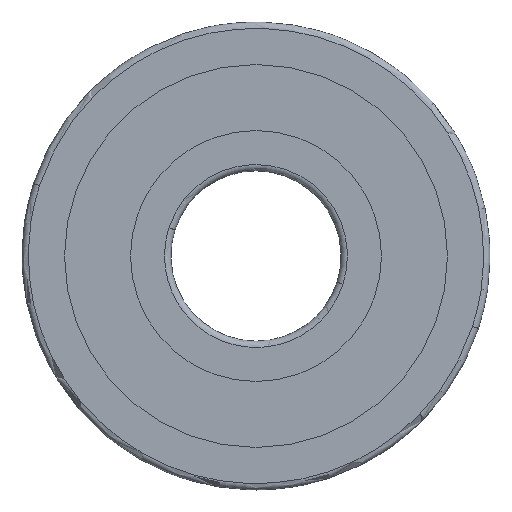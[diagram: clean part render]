
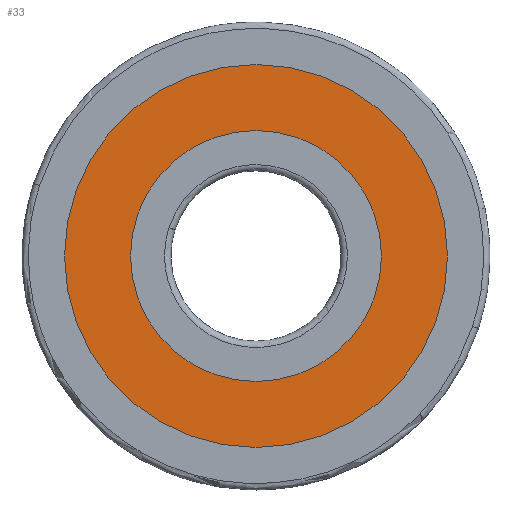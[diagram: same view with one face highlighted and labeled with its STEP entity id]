
A CAD part, left-side view. The second image highlights one B-rep face of the part: STEP entity #33.
In plain terms, the highlighted planar face has unit normal (-1, 0, 0).
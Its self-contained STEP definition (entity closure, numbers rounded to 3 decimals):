
#3 = CIRCLE ( 'NONE', #226, 5.9 ) ;
#33 = ADVANCED_FACE ( 'NONE', ( #715, #35 ), #790, .F. ) ;
#35 = FACE_BOUND ( 'NONE', #293, .T. ) ;
#41 = CARTESIAN_POINT ( 'NONE',  ( -3.35, 0., 9. ) ) ;
#95 = CARTESIAN_POINT ( 'NONE',  ( -3.35, 0., 0. ) ) ;
#112 = ORIENTED_EDGE ( 'NONE', *, *, #819, .F. ) ;
#117 = ORIENTED_EDGE ( 'NONE', *, *, #589, .T. ) ;
#133 = CARTESIAN_POINT ( 'NONE',  ( -3.35, 0., 0. ) ) ;
#143 = CARTESIAN_POINT ( 'NONE',  ( -3.35, 0., -5.9 ) ) ;
#171 = DIRECTION ( 'NONE',  ( 1., 0., 0. ) ) ;
#226 = AXIS2_PLACEMENT_3D ( 'NONE', #433, #634, #490 ) ;
#236 = CARTESIAN_POINT ( 'NONE',  ( -3.35, 0., -9. ) ) ;
#250 = CARTESIAN_POINT ( 'NONE',  ( -3.35, 5.9, 0. ) ) ;
#252 = VERTEX_POINT ( 'NONE', #143 ) ;
#255 = CARTESIAN_POINT ( 'NONE',  ( -3.35, 0., 0. ) ) ;
#274 = DIRECTION ( 'NONE',  ( 1., 0., 0. ) ) ;
#293 = EDGE_LOOP ( 'NONE', ( #117, #770 ) ) ;
#298 = VERTEX_POINT ( 'NONE', #534 ) ;
#303 = EDGE_CURVE ( 'NONE', #637, #388, #310, .T. ) ;
#305 = DIRECTION ( 'NONE',  ( 0., 0., -1. ) ) ;
#310 = CIRCLE ( 'NONE', #579, 9. ) ;
#315 = DIRECTION ( 'NONE',  ( 0., 0., -1. ) ) ;
#363 = DIRECTION ( 'NONE',  ( 1., 0., 0. ) ) ;
#380 = CIRCLE ( 'NONE', #886, 9. ) ;
#388 = VERTEX_POINT ( 'NONE', #41 ) ;
#433 = CARTESIAN_POINT ( 'NONE',  ( -3.35, 0., 0. ) ) ;
#484 = AXIS2_PLACEMENT_3D ( 'NONE', #250, #801, #521 ) ;
#490 = DIRECTION ( 'NONE',  ( 0., 0., -1. ) ) ;
#521 = DIRECTION ( 'NONE',  ( 0., 0., -1. ) ) ;
#534 = CARTESIAN_POINT ( 'NONE',  ( -3.35, 0., 5.9 ) ) ;
#553 = CIRCLE ( 'NONE', #701, 5.9 ) ;
#579 = AXIS2_PLACEMENT_3D ( 'NONE', #255, #171, #315 ) ;
#589 = EDGE_CURVE ( 'NONE', #252, #298, #3, .T. ) ;
#599 = EDGE_CURVE ( 'NONE', #298, #252, #553, .T. ) ;
#608 = ORIENTED_EDGE ( 'NONE', *, *, #303, .F. ) ;
#634 = DIRECTION ( 'NONE',  ( 1., 0., 0. ) ) ;
#637 = VERTEX_POINT ( 'NONE', #236 ) ;
#690 = EDGE_LOOP ( 'NONE', ( #112, #608 ) ) ;
#701 = AXIS2_PLACEMENT_3D ( 'NONE', #95, #363, #305 ) ;
#715 = FACE_OUTER_BOUND ( 'NONE', #690, .T. ) ;
#770 = ORIENTED_EDGE ( 'NONE', *, *, #599, .T. ) ;
#790 = PLANE ( 'NONE',  #484 ) ;
#801 = DIRECTION ( 'NONE',  ( 1., 0., 0. ) ) ;
#816 = DIRECTION ( 'NONE',  ( 0., 0., -1. ) ) ;
#819 = EDGE_CURVE ( 'NONE', #388, #637, #380, .T. ) ;
#886 = AXIS2_PLACEMENT_3D ( 'NONE', #133, #274, #816 ) ;
